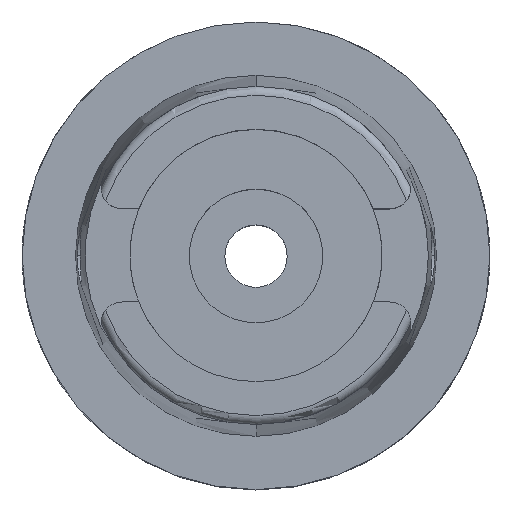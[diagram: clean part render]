
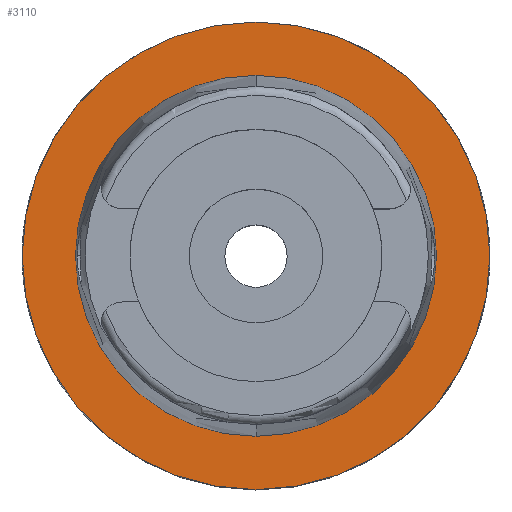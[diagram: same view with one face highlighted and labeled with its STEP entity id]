
A CAD part, top view. The second image highlights one B-rep face of the part: STEP entity #3110.
In plain terms, the highlighted planar face has unit normal (0, 0, 1).
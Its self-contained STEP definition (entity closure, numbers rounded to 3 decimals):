
#660=CARTESIAN_POINT('',(0.,0.,0.));
#661=DIRECTION('',(0.,0.,-1.));
#662=DIRECTION('',(0.,-1.,0.));
#663=AXIS2_PLACEMENT_3D('',#660,#661,#662);
#668=CARTESIAN_POINT('',(0.,0.,0.));
#669=DIRECTION('',(0.,0.,-1.));
#670=DIRECTION('',(0.,1.,0.));
#671=AXIS2_PLACEMENT_3D('',#668,#669,#670);
#676=CARTESIAN_POINT('',(0.,0.,0.));
#677=DIRECTION('',(0.,0.,1.));
#678=DIRECTION('',(0.,-1.,0.));
#679=AXIS2_PLACEMENT_3D('',#676,#677,#678);
#684=CARTESIAN_POINT('',(0.,0.,0.));
#685=DIRECTION('',(0.,0.,1.));
#686=DIRECTION('',(0.,1.,0.));
#687=AXIS2_PLACEMENT_3D('',#684,#685,#686);
#2454=CARTESIAN_POINT('',(0.,-24.315,0.));
#2455=VERTEX_POINT('',#2454);
#2456=CARTESIAN_POINT('',(0.,24.315,0.));
#2457=VERTEX_POINT('',#2456);
#2464=CARTESIAN_POINT('',(0.,-31.5,0.));
#2465=CARTESIAN_POINT('',(0.,31.5,0.));
#2466=VERTEX_POINT('',#2464);
#2467=VERTEX_POINT('',#2465);
#3095=CARTESIAN_POINT('',(0.,0.,0.));
#3096=DIRECTION('',(0.,0.,-1.));
#3097=DIRECTION('',(0.,-1.,0.));
#3098=AXIS2_PLACEMENT_3D('',#3095,#3096,#3097);
#3099=PLANE('',#3098);
#3101=ORIENTED_EDGE('',*,*,#3100,.T.);
#3103=ORIENTED_EDGE('',*,*,#3102,.T.);
#3104=EDGE_LOOP('',(#3101,#3103));
#3105=FACE_OUTER_BOUND('',#3104,.F.);
#3106=ORIENTED_EDGE('',*,*,#2968,.T.);
#3107=ORIENTED_EDGE('',*,*,#3069,.T.);
#3108=EDGE_LOOP('',(#3106,#3107));
#3109=FACE_BOUND('',#3108,.F.);
#664=CIRCLE('',#663,31.5);
#672=CIRCLE('',#671,31.5);
#680=CIRCLE('',#679,24.315);
#688=CIRCLE('',#687,24.315);
#2968=EDGE_CURVE('',#2455,#2457,#680,.T.);
#3069=EDGE_CURVE('',#2457,#2455,#688,.T.);
#3100=EDGE_CURVE('',#2466,#2467,#664,.T.);
#3102=EDGE_CURVE('',#2467,#2466,#672,.T.);
#3110=ADVANCED_FACE('',(#3105,#3109),#3099,.F.);
